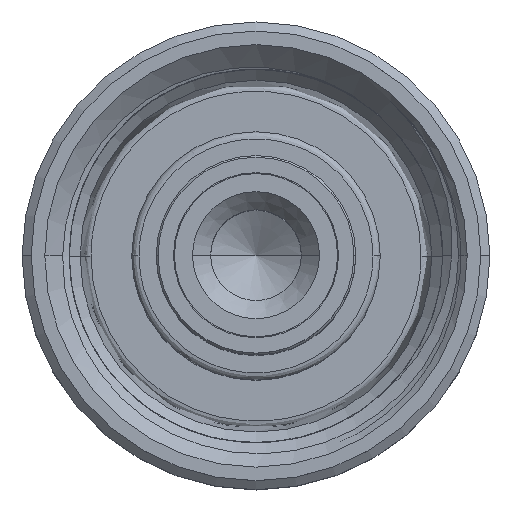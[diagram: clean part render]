
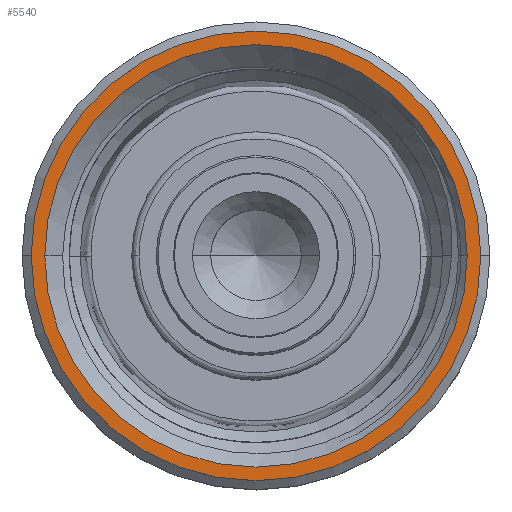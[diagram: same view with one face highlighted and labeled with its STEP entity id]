
A CAD part, top view. The second image highlights one B-rep face of the part: STEP entity #5540.
In plain terms, the highlighted planar face has unit normal (0, 0, 1).
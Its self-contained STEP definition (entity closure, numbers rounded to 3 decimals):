
#348 = EDGE_CURVE ( 'NONE', #5389, #16327, #14505, .T. ) ;
#824 = DIRECTION ( 'NONE',  ( 1., 0., 0. ) ) ;
#1447 = EDGE_LOOP ( 'NONE', ( #8750, #4233 ) ) ;
#1601 = VERTEX_POINT ( 'NONE', #10733 ) ;
#1945 = EDGE_LOOP ( 'NONE', ( #17469, #9476 ) ) ;
#3248 = AXIS2_PLACEMENT_3D ( 'NONE', #5552, #9777, #8579 ) ;
#3580 = CARTESIAN_POINT ( 'NONE',  ( 0., 0., 6.15 ) ) ;
#3693 = DIRECTION ( 'NONE',  ( -1., 0., 0. ) ) ;
#4090 = AXIS2_PLACEMENT_3D ( 'NONE', #3580, #17714, #824 ) ;
#4233 = ORIENTED_EDGE ( 'NONE', *, *, #348, .F. ) ;
#5115 = FACE_OUTER_BOUND ( 'NONE', #1447, .T. ) ;
#5389 = VERTEX_POINT ( 'NONE', #17548 ) ;
#5540 = ADVANCED_FACE ( 'NONE', ( #5115, #16117 ), #13175, .T. ) ;
#5552 = CARTESIAN_POINT ( 'NONE',  ( 0., 0., 6.15 ) ) ;
#6001 = CARTESIAN_POINT ( 'NONE',  ( 0., 0., 6.15 ) ) ;
#6208 = CARTESIAN_POINT ( 'NONE',  ( 0., 6.2, 6.15 ) ) ;
#7063 = EDGE_CURVE ( 'NONE', #15867, #1601, #12267, .T. ) ;
#7744 = CIRCLE ( 'NONE', #13617, 5.825 ) ;
#8315 = CARTESIAN_POINT ( 'NONE',  ( 5.825, 0., 6.15 ) ) ;
#8446 = AXIS2_PLACEMENT_3D ( 'NONE', #6208, #16026, #17691 ) ;
#8579 = DIRECTION ( 'NONE',  ( -1., 0., 0. ) ) ;
#8678 = CARTESIAN_POINT ( 'NONE',  ( -6.2, 0., 6.15 ) ) ;
#8750 = ORIENTED_EDGE ( 'NONE', *, *, #12818, .F. ) ;
#9476 = ORIENTED_EDGE ( 'NONE', *, *, #16275, .T. ) ;
#9777 = DIRECTION ( 'NONE',  ( 0., 0., -1. ) ) ;
#10733 = CARTESIAN_POINT ( 'NONE',  ( -5.825, 0., 6.15 ) ) ;
#11143 = CIRCLE ( 'NONE', #3248, 6.2 ) ;
#11585 = DIRECTION ( 'NONE',  ( 1., 0., 0. ) ) ;
#12267 = CIRCLE ( 'NONE', #4090, 5.825 ) ;
#12818 = EDGE_CURVE ( 'NONE', #16327, #5389, #11143, .T. ) ;
#13051 = AXIS2_PLACEMENT_3D ( 'NONE', #14672, #16251, #3693 ) ;
#13175 = PLANE ( 'NONE',  #8446 ) ;
#13617 = AXIS2_PLACEMENT_3D ( 'NONE', #6001, #16947, #11585 ) ;
#14505 = CIRCLE ( 'NONE', #13051, 6.2 ) ;
#14672 = CARTESIAN_POINT ( 'NONE',  ( 0., 0., 6.15 ) ) ;
#15867 = VERTEX_POINT ( 'NONE', #8315 ) ;
#16026 = DIRECTION ( 'NONE',  ( 0., 0., 1. ) ) ;
#16117 = FACE_BOUND ( 'NONE', #1945, .T. ) ;
#16251 = DIRECTION ( 'NONE',  ( 0., 0., -1. ) ) ;
#16275 = EDGE_CURVE ( 'NONE', #1601, #15867, #7744, .T. ) ;
#16327 = VERTEX_POINT ( 'NONE', #8678 ) ;
#16947 = DIRECTION ( 'NONE',  ( 0., 0., -1. ) ) ;
#17469 = ORIENTED_EDGE ( 'NONE', *, *, #7063, .T. ) ;
#17548 = CARTESIAN_POINT ( 'NONE',  ( 6.2, 0., 6.15 ) ) ;
#17691 = DIRECTION ( 'NONE',  ( 1., 0., 0. ) ) ;
#17714 = DIRECTION ( 'NONE',  ( 0., 0., -1. ) ) ;
